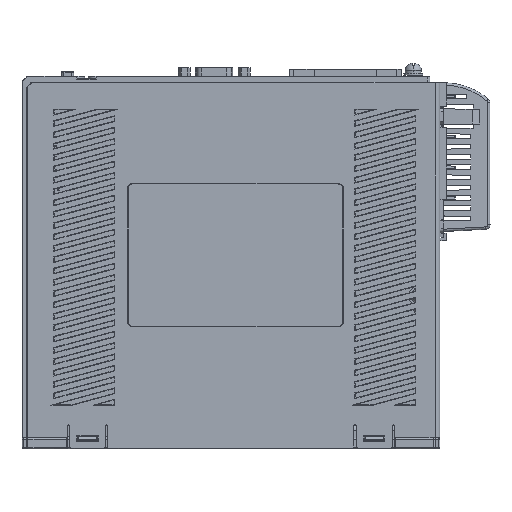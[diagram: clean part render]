
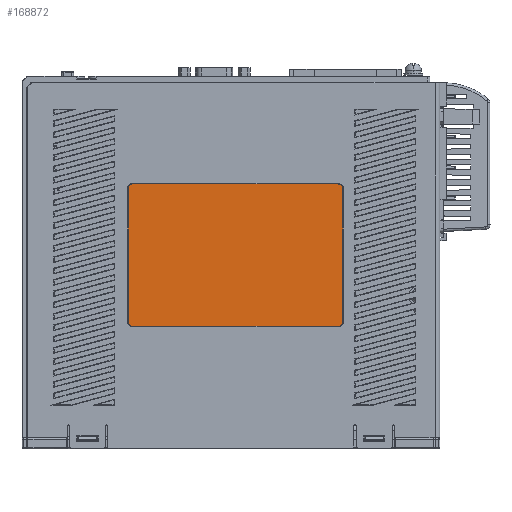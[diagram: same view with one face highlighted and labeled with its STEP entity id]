
A CAD part, left-side view. The second image highlights one B-rep face of the part: STEP entity #168872.
In plain terms, the highlighted face is planar.
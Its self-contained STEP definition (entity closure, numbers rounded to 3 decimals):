
#130467=DIRECTION('',(0.,1.,0.));
#130468=VECTOR('',#130467,55.6);
#130469=CARTESIAN_POINT('',(-43.1,-108.9,
-19.5));
#130470=LINE('',#130469,#130468);
#130471=CARTESIAN_POINT('',(-43.1,-53.3,
-19.5));
#130476=CARTESIAN_POINT('',(-43.1,-108.9,
-19.5));
#130485=DIRECTION('',(-1.,0.,0.));
#130486=VECTOR('',#130485,86.);
#130487=CARTESIAN_POINT('',(44.9,-110.9,
-19.5));
#130488=LINE('',#130487,#130486);
#130489=CARTESIAN_POINT('',(-41.1,-110.9,
-19.5));
#130494=CARTESIAN_POINT('',(44.9,-110.9,
-19.5));
#130503=DIRECTION('',(0.,-1.,0.));
#130504=VECTOR('',#130503,55.6);
#130505=CARTESIAN_POINT('',(46.9,-53.3,
-19.5));
#130506=LINE('',#130505,#130504);
#130507=CARTESIAN_POINT('',(46.9,-108.9,
-19.5));
#130512=CARTESIAN_POINT('',(46.9,-53.3,
-19.5));
#130521=DIRECTION('',(1.,0.,0.));
#130522=VECTOR('',#130521,86.);
#130523=CARTESIAN_POINT('',(-41.1,-51.3,
-19.5));
#130524=LINE('',#130523,#130522);
#130525=CARTESIAN_POINT('',(44.9,-51.3,
-19.5));
#130530=CARTESIAN_POINT('',(-41.1,-53.3,
-19.5));
#130531=DIRECTION('',(0.,0.,1.));
#130532=DIRECTION('',(0.,1.,0.));
#130533=AXIS2_PLACEMENT_3D('',#130530,#130531,#130532);
#130535=CARTESIAN_POINT('',(-41.1,-108.9,
-19.5));
#130536=DIRECTION('',(0.,0.,1.));
#130537=DIRECTION('',(-1.,0.,0.));
#130538=AXIS2_PLACEMENT_3D('',#130535,#130536,#130537);
#130540=CARTESIAN_POINT('',(44.9,-108.9,
-19.5));
#130541=DIRECTION('',(0.,0.,1.));
#130542=DIRECTION('',(0.,-1.,
0.));
#130543=AXIS2_PLACEMENT_3D('',#130540,#130541,#130542);
#130545=CARTESIAN_POINT('',(44.9,-53.3,
-19.5));
#130546=DIRECTION('',(0.,0.,1.));
#130547=DIRECTION('',(1.,0.,0.));
#130548=AXIS2_PLACEMENT_3D('',#130545,#130546,#130547);
#144383=VERTEX_POINT('',#130471);
#144384=CARTESIAN_POINT('',(-41.1,-51.3,
-19.5));
#144385=VERTEX_POINT('',#144384);
#144386=VERTEX_POINT('',#130476);
#144387=VERTEX_POINT('',#130489);
#144388=VERTEX_POINT('',#130494);
#144389=VERTEX_POINT('',#130507);
#144390=VERTEX_POINT('',#130512);
#144391=VERTEX_POINT('',#130525);
#168857=CARTESIAN_POINT('',(0.,-156.,-19.5));
#168858=DIRECTION('',(0.,0.,-1.));
#168859=DIRECTION('',(-1.,0.,0.));
#168860=AXIS2_PLACEMENT_3D('',#168857,#168858,#168859);
#168861=PLANE('',#168860);
#168862=ORIENTED_EDGE('',*,*,#168715,.T.);
#168863=ORIENTED_EDGE('',*,*,#168735,.F.);
#168864=ORIENTED_EDGE('',*,*,#168755,.T.);
#168865=ORIENTED_EDGE('',*,*,#168774,.F.);
#168866=ORIENTED_EDGE('',*,*,#168794,.T.);
#168867=ORIENTED_EDGE('',*,*,#168813,.F.);
#168868=ORIENTED_EDGE('',*,*,#168833,.T.);
#168869=ORIENTED_EDGE('',*,*,#168851,.F.);
#168870=EDGE_LOOP('',(#168862,#168863,#168864,#168865,#168866,#168867,#168868,
#168869));
#168871=FACE_OUTER_BOUND('',#168870,.F.);
#130534=CIRCLE('',#130533,2.);
#130539=CIRCLE('',#130538,2.);
#130544=CIRCLE('',#130543,2.);
#130549=CIRCLE('',#130548,2.);
#168715=EDGE_CURVE('',#144385,#144383,#130534,.T.);
#168735=EDGE_CURVE('',#144386,#144383,#130470,.T.);
#168755=EDGE_CURVE('',#144386,#144387,#130539,.T.);
#168774=EDGE_CURVE('',#144388,#144387,#130488,.T.);
#168794=EDGE_CURVE('',#144388,#144389,#130544,.T.);
#168813=EDGE_CURVE('',#144390,#144389,#130506,.T.);
#168833=EDGE_CURVE('',#144390,#144391,#130549,.T.);
#168851=EDGE_CURVE('',#144385,#144391,#130524,.T.);
#168872=ADVANCED_FACE('',(#168871),#168861,.T.);
